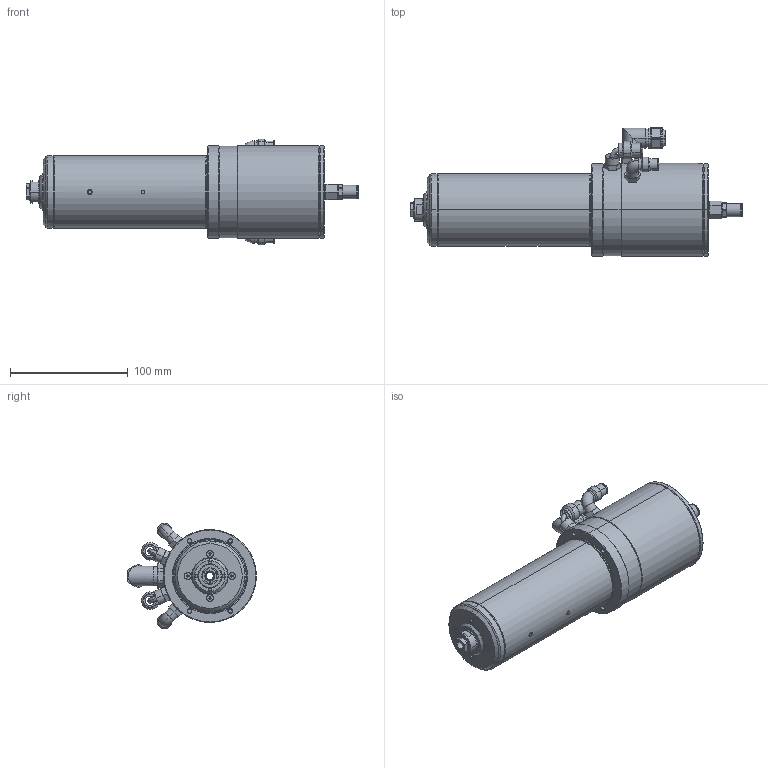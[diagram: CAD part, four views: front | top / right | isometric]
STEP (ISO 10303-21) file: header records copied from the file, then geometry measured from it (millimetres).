
FILE_DESCRIPTION (( 'STEP AP203' ), '1' );
FILE_NAME ('062A060P-01-.STEP', '2011-10-11T12:55:13', ( 'FM10CAD1' ), ( 'IBAG Switzerland AG' ), 'SwSTEP 2.0', 'SolidWorks 2010', '' );
FILE_SCHEMA (( 'CONFIG_CONTROL_DESIGN' ));
Length unit declared in the file: millimetre
Products named in the file (1): 062A060P-01-
Bounding box: 282.25 x 109.5 x 89.73 mm (x, y, z)
Surface area: 96246.1 mm2 (no closed solid volume)
Topology: 0 solids, 36 shells, 435 faces, 1332 edges, 945 vertices
Faces by surface type: cylinder 171, plane 161, cone 85, torus 18
Entity records: 15922 total; most frequent: CARTESIAN_POINT 3450, DIRECTION 2841, ORIENTED_EDGE 2172, EDGE_CURVE 1324, AXIS2_PLACEMENT_3D 1145, VERTEX_POINT 945, CIRCLE 709, EDGE_LOOP 595
